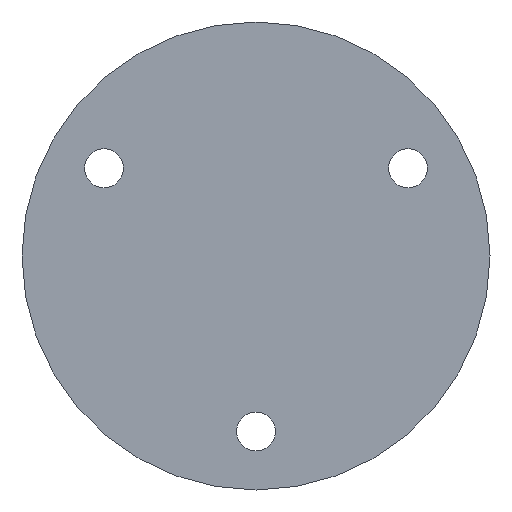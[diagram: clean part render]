
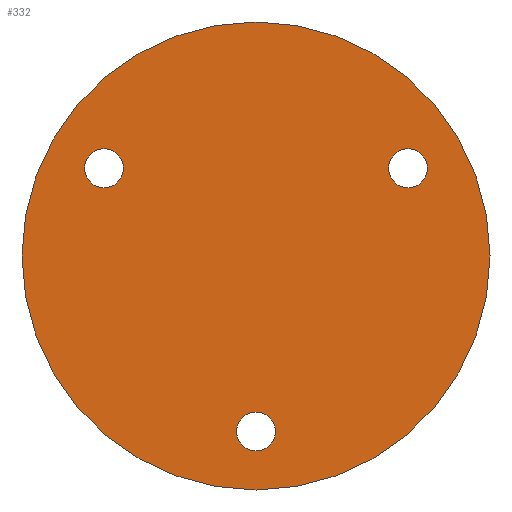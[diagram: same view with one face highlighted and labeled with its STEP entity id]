
A CAD part, front view. The second image highlights one B-rep face of the part: STEP entity #332.
In plain terms, the highlighted planar face has unit normal (0, -1, 0).
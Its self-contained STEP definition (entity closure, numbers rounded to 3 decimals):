
#1 = EDGE_CURVE ( 'NONE', #134, #226, #363, .T. ) ;
#4 = CIRCLE ( 'NONE', #63, 2.5 ) ;
#8 = VERTEX_POINT ( 'NONE', #53 ) ;
#12 = DIRECTION ( 'NONE',  ( 0., 1., 0. ) ) ;
#21 = DIRECTION ( 'NONE',  ( 0., 1., 0. ) ) ;
#22 = AXIS2_PLACEMENT_3D ( 'NONE', #248, #29, #30 ) ;
#29 = DIRECTION ( 'NONE',  ( 0., 1., 0. ) ) ;
#30 = DIRECTION ( 'NONE',  ( 0., 0., 1. ) ) ;
#35 = DIRECTION ( 'NONE',  ( 0., 1., 0. ) ) ;
#40 = ORIENTED_EDGE ( 'NONE', *, *, #274, .T. ) ;
#43 = FACE_OUTER_BOUND ( 'NONE', #70, .T. ) ;
#53 = CARTESIAN_POINT ( 'NONE',  ( -19.486, 0., 8.75 ) ) ;
#54 = DIRECTION ( 'NONE',  ( 0., 0., 1. ) ) ;
#63 = AXIS2_PLACEMENT_3D ( 'NONE', #339, #188, #99 ) ;
#66 = AXIS2_PLACEMENT_3D ( 'NONE', #192, #346, #133 ) ;
#70 = EDGE_LOOP ( 'NONE', ( #252, #74 ) ) ;
#74 = ORIENTED_EDGE ( 'NONE', *, *, #148, .F. ) ;
#87 = CARTESIAN_POINT ( 'NONE',  ( 19.486, 0., 11.25 ) ) ;
#88 = CARTESIAN_POINT ( 'NONE',  ( 0., 0., -25. ) ) ;
#94 = EDGE_CURVE ( 'NONE', #231, #106, #151, .T. ) ;
#95 = CARTESIAN_POINT ( 'NONE',  ( -19.486, 0., 13.75 ) ) ;
#99 = DIRECTION ( 'NONE',  ( 0., 0., 1. ) ) ;
#106 = VERTEX_POINT ( 'NONE', #310 ) ;
#113 = CIRCLE ( 'NONE', #335, 30. ) ;
#126 = CARTESIAN_POINT ( 'NONE',  ( 0., 0., 30. ) ) ;
#127 = AXIS2_PLACEMENT_3D ( 'NONE', #303, #174, #379 ) ;
#129 = ORIENTED_EDGE ( 'NONE', *, *, #94, .T. ) ;
#130 = CARTESIAN_POINT ( 'NONE',  ( 0., 0., 0. ) ) ;
#131 = AXIS2_PLACEMENT_3D ( 'NONE', #246, #247, #334 ) ;
#133 = DIRECTION ( 'NONE',  ( 0., 0., 1. ) ) ;
#134 = VERTEX_POINT ( 'NONE', #365 ) ;
#143 = CIRCLE ( 'NONE', #194, 2.5 ) ;
#146 = VERTEX_POINT ( 'NONE', #389 ) ;
#147 = CARTESIAN_POINT ( 'NONE',  ( -19.486, 0., 11.25 ) ) ;
#148 = EDGE_CURVE ( 'NONE', #165, #146, #207, .T. ) ;
#151 = CIRCLE ( 'NONE', #131, 2.5 ) ;
#154 = EDGE_CURVE ( 'NONE', #106, #231, #186, .T. ) ;
#161 = EDGE_LOOP ( 'NONE', ( #40, #260 ) ) ;
#165 = VERTEX_POINT ( 'NONE', #126 ) ;
#166 = VERTEX_POINT ( 'NONE', #95 ) ;
#170 = FACE_BOUND ( 'NONE', #270, .T. ) ;
#174 = DIRECTION ( 'NONE',  ( 0., 1., 0. ) ) ;
#176 = ORIENTED_EDGE ( 'NONE', *, *, #1, .T. ) ;
#179 = EDGE_LOOP ( 'NONE', ( #129, #343 ) ) ;
#185 = CARTESIAN_POINT ( 'NONE',  ( 0., 0., 0. ) ) ;
#186 = CIRCLE ( 'NONE', #22, 2.5 ) ;
#188 = DIRECTION ( 'NONE',  ( 0., 1., 0. ) ) ;
#190 = EDGE_CURVE ( 'NONE', #166, #8, #4, .T. ) ;
#192 = CARTESIAN_POINT ( 'NONE',  ( 19.486, 0., 11.25 ) ) ;
#194 = AXIS2_PLACEMENT_3D ( 'NONE', #147, #21, #54 ) ;
#206 = FACE_BOUND ( 'NONE', #161, .T. ) ;
#207 = CIRCLE ( 'NONE', #357, 30. ) ;
#226 = VERTEX_POINT ( 'NONE', #388 ) ;
#231 = VERTEX_POINT ( 'NONE', #88 ) ;
#244 = DIRECTION ( 'NONE',  ( 0., 0., 1. ) ) ;
#246 = CARTESIAN_POINT ( 'NONE',  ( 0., 0., -22.5 ) ) ;
#247 = DIRECTION ( 'NONE',  ( 0., 1., 0. ) ) ;
#248 = CARTESIAN_POINT ( 'NONE',  ( 0., 0., -22.5 ) ) ;
#252 = ORIENTED_EDGE ( 'NONE', *, *, #384, .F. ) ;
#256 = DIRECTION ( 'NONE',  ( 0., 0., 1. ) ) ;
#260 = ORIENTED_EDGE ( 'NONE', *, *, #190, .T. ) ;
#269 = FACE_BOUND ( 'NONE', #179, .T. ) ;
#270 = EDGE_LOOP ( 'NONE', ( #360, #176 ) ) ;
#274 = EDGE_CURVE ( 'NONE', #8, #166, #143, .T. ) ;
#283 = AXIS2_PLACEMENT_3D ( 'NONE', #87, #12, #294 ) ;
#294 = DIRECTION ( 'NONE',  ( 0., 0., 1. ) ) ;
#297 = CIRCLE ( 'NONE', #66, 2.5 ) ;
#303 = CARTESIAN_POINT ( 'NONE',  ( 0., 0., 0. ) ) ;
#310 = CARTESIAN_POINT ( 'NONE',  ( 0., 0., -20. ) ) ;
#324 = PLANE ( 'NONE',  #127 ) ;
#332 = ADVANCED_FACE ( 'NONE', ( #43, #269, #170, #206 ), #324, .F. ) ;
#334 = DIRECTION ( 'NONE',  ( 0., 0., 1. ) ) ;
#335 = AXIS2_PLACEMENT_3D ( 'NONE', #130, #35, #256 ) ;
#339 = CARTESIAN_POINT ( 'NONE',  ( -19.486, 0., 11.25 ) ) ;
#343 = ORIENTED_EDGE ( 'NONE', *, *, #154, .T. ) ;
#346 = DIRECTION ( 'NONE',  ( 0., 1., 0. ) ) ;
#357 = AXIS2_PLACEMENT_3D ( 'NONE', #185, #364, #244 ) ;
#360 = ORIENTED_EDGE ( 'NONE', *, *, #396, .T. ) ;
#363 = CIRCLE ( 'NONE', #283, 2.5 ) ;
#364 = DIRECTION ( 'NONE',  ( 0., 1., 0. ) ) ;
#365 = CARTESIAN_POINT ( 'NONE',  ( 19.486, 0., 13.75 ) ) ;
#379 = DIRECTION ( 'NONE',  ( 1., 0., 0. ) ) ;
#384 = EDGE_CURVE ( 'NONE', #146, #165, #113, .T. ) ;
#388 = CARTESIAN_POINT ( 'NONE',  ( 19.486, 0., 8.75 ) ) ;
#389 = CARTESIAN_POINT ( 'NONE',  ( 0., 0., -30. ) ) ;
#396 = EDGE_CURVE ( 'NONE', #226, #134, #297, .T. ) ;
